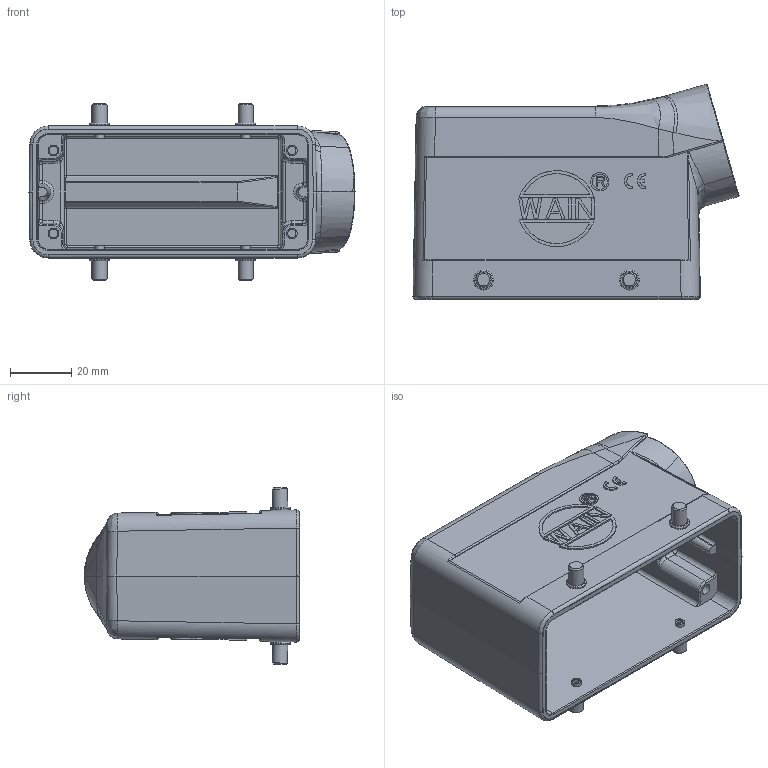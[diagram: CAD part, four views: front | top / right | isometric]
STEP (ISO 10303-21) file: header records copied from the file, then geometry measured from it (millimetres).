
FILE_DESCRIPTION(/* description */ (''),/* implementation_level */ '2;1');
FILE_NAME(/* name */ 'EMC.H16B-SE-4B-M25,成品,细纹.stp',/* time_stamp */ '2022-09-07T08:51:15+08:00',/* author */ (''),/* organization */ (''),/* preprocessor_version */ 'ST-DEVELOPER v18.1',/* originating_system */ 'SIEMENS PLM Software NX 1980',/* authorisation */ '');
FILE_SCHEMA (('AUTOMOTIVE_DESIGN { 1 0 10303 214 3 1 1 1 }'));
Length unit declared in the file: millimetre
Products named in the file (1): jphu2D504B13tc2q
Bounding box: 106.04 x 70.13 x 57.45 mm (x, y, z)
Volume: 70077.8 mm3; surface area: 41197.7 mm2
Topology: 5 solids, 5 shells, 541 faces, 1359 edges, 866 vertices
Faces by surface type: plane 264, cylinder 138, torus 52, bspline 41, cone 30, extrusion 8, sphere 8
Full cylindrical faces by diameter (mm): 1.9 x4, 3 x8, 4.9 x4, 6.5 x4
Entity records: 18884 total; most frequent: CARTESIAN_POINT 6848, ORIENTED_EDGE 2590, DIRECTION 2201, EDGE_CURVE 1295, VERTEX_POINT 850, AXIS2_PLACEMENT_3D 790, EDGE_LOOP 633, VECTOR 621
